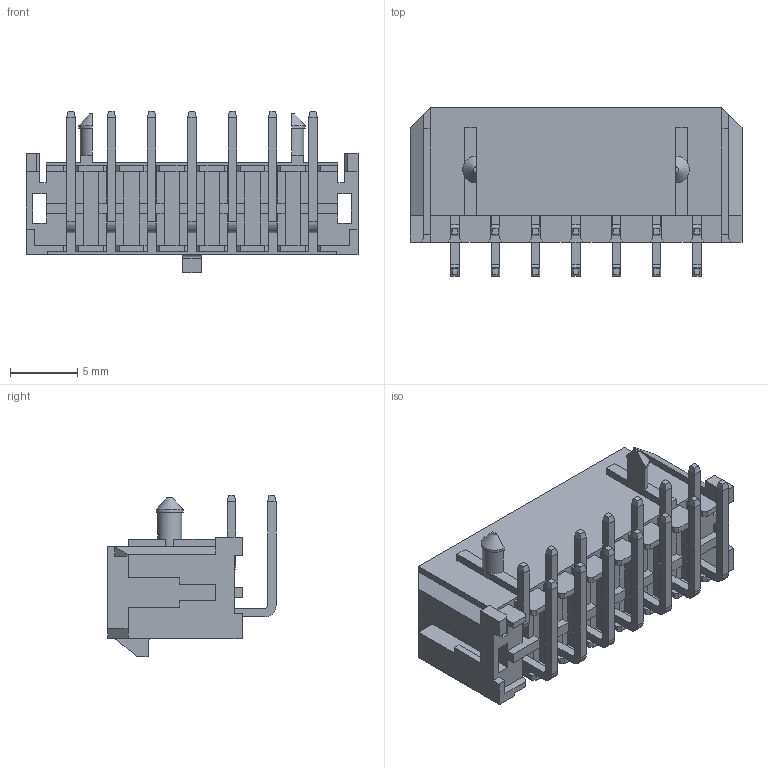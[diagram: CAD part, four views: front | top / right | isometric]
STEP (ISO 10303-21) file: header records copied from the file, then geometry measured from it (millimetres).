
FILE_DESCRIPTION((''),'2;1');
FILE_NAME('FWF30002-D14','2021-06-23T',('gongcheng6'),(''),'PRO/ENGINEER BY PARAMETRIC TECHNOLOGY CORPORATION, 2010280','PRO/ENGINEER BY PARAMETRIC TECHNOLOGY CORPORATION, 2010280','');
FILE_SCHEMA(('CONFIG_CONTROL_DESIGN'));
Length unit declared in the file: millimetre
Products named in the file (1): FWF30002-D14
Bounding box: 24.7 x 12.52 x 12.05 mm (x, y, z)
Volume: 840.3 mm3; surface area: 2911.1 mm2
Topology: 1 solids, 1 shells, 651 faces, 1710 edges, 1100 vertices
Faces by surface type: plane 616, cylinder 33, cone 2
Entity records: 19582 total; most frequent: CARTESIAN_POINT 3461, ORIENTED_EDGE 3420, DIRECTION 3084, EDGE_CURVE 1710, VECTOR 1638, LINE 1638, VERTEX_POINT 1100, AXIS2_PLACEMENT_3D 723
